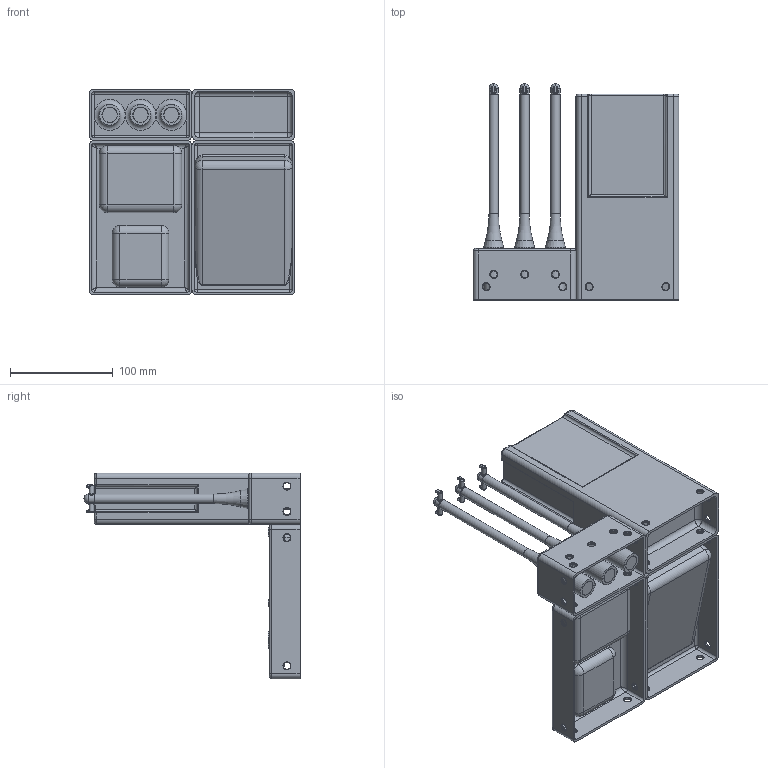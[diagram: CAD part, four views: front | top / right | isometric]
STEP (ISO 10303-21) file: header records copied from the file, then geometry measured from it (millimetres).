
FILE_DESCRIPTION(/* description */ ('STEP AP242','CAx-IF Rec.Pracs.---Representation and Presentation of Product Manufacturing Information (PMI)---4.0---2014-10-13','CAx-IF Rec.Pracs.---3D Tessellated Geometry---0.4---2014-09-14','2;1'),/* implementation_level */ '2;1');
FILE_NAME(/* name */ '65844c48cc4c125a016f8e7c',/* time_stamp */ '2023-12-21T14:31:37Z',/* author */ (''),/* organization */ (''),/* preprocessor_version */ 'ST-DEVELOPER v19.4',/* originating_system */ ' ',/* authorisation */ ' ');
FILE_SCHEMA (('AP242_MANAGED_MODEL_BASED_3D_ENGINEERING_MIM_LF { 1 0 10303 442 1 1 4 }'));
Length unit declared in the file: metre
Products named in the file (7): KEY_HOLDER_FIT_ASM; CTKH105; CTKH106; CTKH103; CTKH101; CTKH104; CTKH102
Assembly tree (10 placements, depth 2):
  KEY_HOLDER_FIT_ASM
    CTKH105  x3
    CTKH106  x3
    CTKH103
    CTKH101
    CTKH104
    CTKH102
Bounding box: 200 x 210 x 200 mm (x, y, z)
Volume: 615654.1 mm3; surface area: 320584.4 mm2
Topology: 10 solids, 10 shells, 889 faces, 2157 edges, 1311 vertices
Faces by surface type: plane 300, cylinder 278, torus 146, bspline 108, sphere 48, cone 9
Full cylindrical faces by diameter (mm): 2 x1, 4.5 x6, 6.8 x44, 9.09 x3, 14.6 x3, 15 x3, 19.6 x3, 20 x3
Entity records: 27123 total; most frequent: CARTESIAN_POINT 10146, DIRECTION 3511, ORIENTED_EDGE 3286, EDGE_CURVE 1643, AXIS2_PLACEMENT_3D 1317, VERTEX_POINT 1068, EDGE_LOOP 1005, FACE_BOUND 1005
